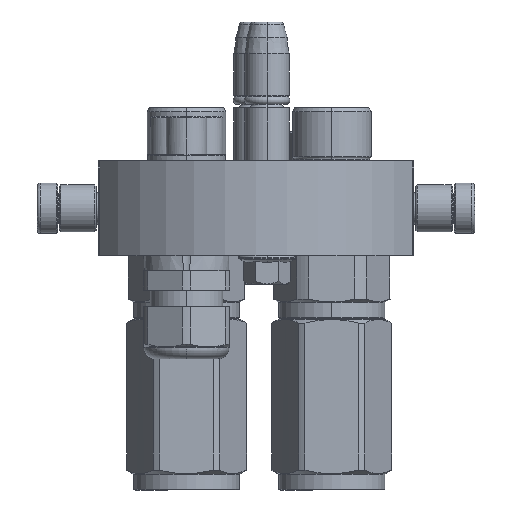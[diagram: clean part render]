
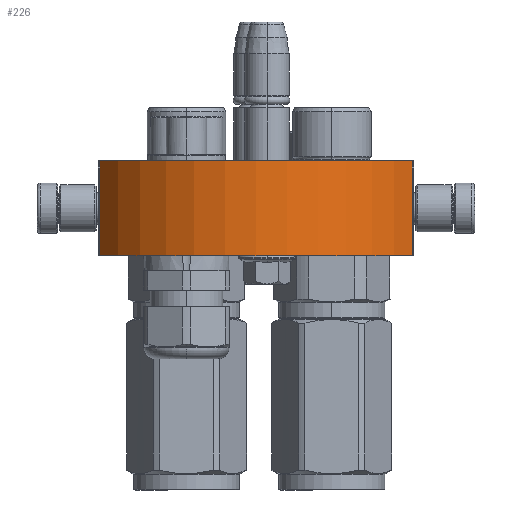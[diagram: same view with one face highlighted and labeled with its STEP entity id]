
A CAD part, left-side view. The second image highlights one B-rep face of the part: STEP entity #226.
In plain terms, the highlighted cylindrical face has radius 57.25 mm (diameter 114.5 mm), a partial arc.
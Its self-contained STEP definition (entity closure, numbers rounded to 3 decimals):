
#226 = ADVANCED_FACE ( 'NONE', ( #29083 ), #10868, .T. ) ;
#469 = DIRECTION ( 'NONE',  ( 0., -1., 0. ) ) ;
#1940 = AXIS2_PLACEMENT_3D ( 'NONE', #44234, #4200, #50302 ) ;
#3714 = EDGE_CURVE ( 'NONE', #58175, #52256, #36362, .T. ) ;
#4200 = DIRECTION ( 'NONE',  ( 0., 1., 0. ) ) ;
#8777 = CARTESIAN_POINT ( 'NONE',  ( 0., 30., 0. ) ) ;
#10868 = CYLINDRICAL_SURFACE ( 'NONE', #41129, 57.25 ) ;
#11608 = ORIENTED_EDGE ( 'NONE', *, *, #23250, .F. ) ;
#12031 = LINE ( 'NONE', #26784, #30214 ) ;
#13290 = DIRECTION ( 'NONE',  ( 0., 1., 0. ) ) ;
#13564 = CARTESIAN_POINT ( 'NONE',  ( -49.5, 0., -28.763 ) ) ;
#16742 = ORIENTED_EDGE ( 'NONE', *, *, #51614, .T. ) ;
#16850 = CIRCLE ( 'NONE', #35662, 57.25 ) ;
#17468 = DIRECTION ( 'NONE',  ( 0., 1., 0. ) ) ;
#17761 = CIRCLE ( 'NONE', #1940, 57.25 ) ;
#22873 = VERTEX_POINT ( 'NONE', #26354 ) ;
#23250 = EDGE_CURVE ( 'NONE', #50605, #52256, #16850, .T. ) ;
#24431 = CARTESIAN_POINT ( 'NONE',  ( 49.5, 30., -28.763 ) ) ;
#26354 = CARTESIAN_POINT ( 'NONE',  ( 49.5, 0., -28.763 ) ) ;
#26784 = CARTESIAN_POINT ( 'NONE',  ( 49.5, 0., -28.763 ) ) ;
#27004 = ORIENTED_EDGE ( 'NONE', *, *, #3714, .T. ) ;
#28497 = DIRECTION ( 'NONE',  ( 0., 1., 0. ) ) ;
#29083 = FACE_OUTER_BOUND ( 'NONE', #51742, .T. ) ;
#30214 = VECTOR ( 'NONE', #13290, 1000. ) ;
#31117 = DIRECTION ( 'NONE',  ( 0.865, 0., -0.502 ) ) ;
#35662 = AXIS2_PLACEMENT_3D ( 'NONE', #8777, #17468, #31117 ) ;
#35779 = DIRECTION ( 'NONE',  ( 1., 0., 0. ) ) ;
#35969 = CARTESIAN_POINT ( 'NONE',  ( 0., 0., 0. ) ) ;
#36362 = LINE ( 'NONE', #38326, #42716 ) ;
#38326 = CARTESIAN_POINT ( 'NONE',  ( -49.5, 0., -28.763 ) ) ;
#41129 = AXIS2_PLACEMENT_3D ( 'NONE', #35969, #469, #35779 ) ;
#42716 = VECTOR ( 'NONE', #28497, 1000. ) ;
#44234 = CARTESIAN_POINT ( 'NONE',  ( 0., 0., 0. ) ) ;
#46122 = ORIENTED_EDGE ( 'NONE', *, *, #50416, .F. ) ;
#46945 = CARTESIAN_POINT ( 'NONE',  ( -49.5, 30., -28.763 ) ) ;
#50302 = DIRECTION ( 'NONE',  ( 0.865, 0., -0.502 ) ) ;
#50416 = EDGE_CURVE ( 'NONE', #22873, #50605, #12031, .T. ) ;
#50605 = VERTEX_POINT ( 'NONE', #24431 ) ;
#51614 = EDGE_CURVE ( 'NONE', #22873, #58175, #17761, .T. ) ;
#51742 = EDGE_LOOP ( 'NONE', ( #11608, #46122, #16742, #27004 ) ) ;
#52256 = VERTEX_POINT ( 'NONE', #46945 ) ;
#58175 = VERTEX_POINT ( 'NONE', #13564 ) ;
